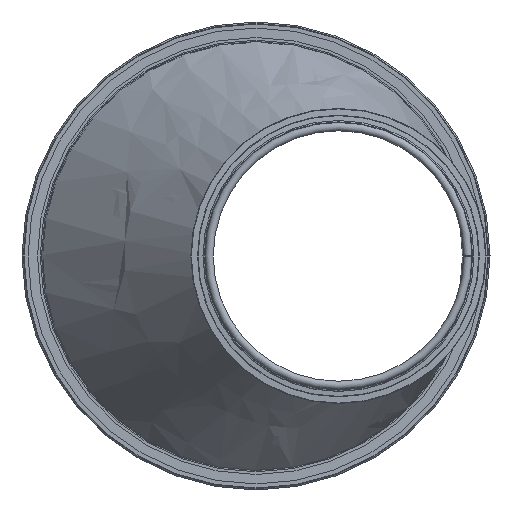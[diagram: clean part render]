
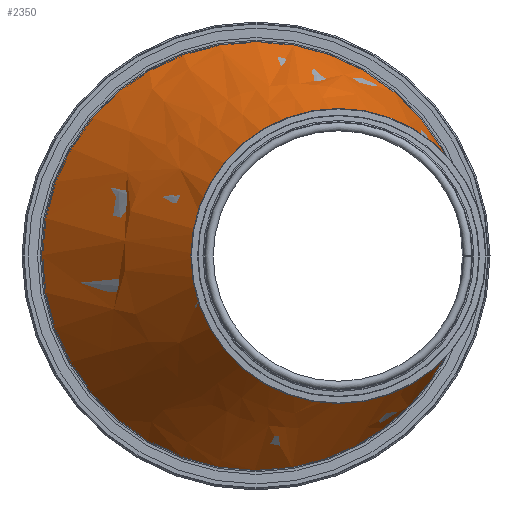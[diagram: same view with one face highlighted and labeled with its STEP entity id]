
A CAD part, left-side view. The second image highlights one B-rep face of the part: STEP entity #2350.
In plain terms, the highlighted free-form (B-spline) face has degree [1, 2] with [2, 9] control points.
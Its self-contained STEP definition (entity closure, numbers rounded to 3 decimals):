
#11=(
BOUNDED_SURFACE()
B_SPLINE_SURFACE(1,2,((#4160,#4161,#4162,#4163,#4164,#4165,#4166,#4167,
#4168),(#4169,#4170,#4171,#4172,#4173,#4174,#4175,#4176,#4177)),
 .UNSPECIFIED.,.F.,.T.,.F.)
B_SPLINE_SURFACE_WITH_KNOTS((2,2),(3,2,2,2,3),(-0.416,1.19),
(-3.142,-1.571,0.,1.571,3.142),
 .UNSPECIFIED.)
GEOMETRIC_REPRESENTATION_ITEM()
RATIONAL_B_SPLINE_SURFACE(((1.,0.707,1.,0.707,1.,
0.707,1.,0.707,1.),(1.,0.707,1.,0.707,
1.,0.707,1.,0.707,1.)))
REPRESENTATION_ITEM('')
SURFACE()
);
#22=B_SPLINE_CURVE_WITH_KNOTS('',1,(#4178,#4179),.UNSPECIFIED.,.F.,.F.,
(2,2),(-0.98,-0.069),.UNSPECIFIED.);
#280=FACE_OUTER_BOUND('',#472,.T.);
#472=EDGE_LOOP('',(#1724,#1725,#1726,#1727,#1728,#1729,#1730));
#648=CIRCLE('',#2591,48.925);
#649=CIRCLE('',#2592,48.925);
#650=CIRCLE('',#2593,48.925);
#652=CIRCLE('',#2598,79.5);
#653=CIRCLE('',#2599,79.5);
#1052=VERTEX_POINT('',#3856);
#1053=VERTEX_POINT('',#3857);
#1054=VERTEX_POINT('',#3859);
#1057=VERTEX_POINT('',#3973);
#1058=VERTEX_POINT('',#3974);
#1276=EDGE_CURVE('',#1052,#1053,#648,.T.);
#1277=EDGE_CURVE('',#1054,#1052,#649,.T.);
#1278=EDGE_CURVE('',#1053,#1054,#650,.T.);
#1283=EDGE_CURVE('',#1057,#1058,#652,.T.);
#1284=EDGE_CURVE('',#1058,#1057,#653,.T.);
#1293=EDGE_CURVE('',#1054,#1058,#22,.T.);
#1724=ORIENTED_EDGE('',*,*,#1276,.T.);
#1725=ORIENTED_EDGE('',*,*,#1278,.T.);
#1726=ORIENTED_EDGE('',*,*,#1293,.T.);
#1727=ORIENTED_EDGE('',*,*,#1284,.T.);
#1728=ORIENTED_EDGE('',*,*,#1283,.T.);
#1729=ORIENTED_EDGE('',*,*,#1293,.F.);
#1730=ORIENTED_EDGE('',*,*,#1277,.T.);
#2350=ADVANCED_FACE('',(#280),#11,.F.);
#2591=AXIS2_PLACEMENT_3D('',#3858,#3136,#3137);
#2592=AXIS2_PLACEMENT_3D('',#3860,#3138,#3139);
#2593=AXIS2_PLACEMENT_3D('',#3861,#3140,#3141);
#2598=AXIS2_PLACEMENT_3D('',#3975,#3151,#3152);
#2599=AXIS2_PLACEMENT_3D('',#3976,#3153,#3154);
#3136=DIRECTION('center_axis',(0.,0.,-1.));
#3137=DIRECTION('ref_axis',(1.,0.,0.));
#3138=DIRECTION('center_axis',(0.,0.,-1.));
#3139=DIRECTION('ref_axis',(1.,0.,0.));
#3140=DIRECTION('center_axis',(0.,0.,-1.));
#3141=DIRECTION('ref_axis',(1.,0.,0.));
#3151=DIRECTION('center_axis',(0.,0.,1.));
#3152=DIRECTION('ref_axis',(1.,0.,0.));
#3153=DIRECTION('center_axis',(0.,0.,1.));
#3154=DIRECTION('ref_axis',(1.,0.,0.));
#3856=CARTESIAN_POINT('',(48.925,0.,0.));
#3857=CARTESIAN_POINT('',(-48.925,0.,0.));
#3858=CARTESIAN_POINT('Origin',(0.,0.,0.));
#3859=CARTESIAN_POINT('',(-8.231,48.228,0.));
#3860=CARTESIAN_POINT('Origin',(0.,0.,0.));
#3861=CARTESIAN_POINT('Origin',(0.,0.,0.));
#3973=CARTESIAN_POINT('',(-48.925,0.,-62.));
#3974=CARTESIAN_POINT('',(17.2,78.367,-62.));
#3975=CARTESIAN_POINT('Origin',(30.575,0.,-62.));
#3976=CARTESIAN_POINT('Origin',(30.575,0.,-62.));
#4160=CARTESIAN_POINT('Ctrl Pts',(30.742,94.417,-95.017));
#4161=CARTESIAN_POINT('Ctrl Pts',(-48.925,94.417,-127.695));
#4162=CARTESIAN_POINT('Ctrl Pts',(-48.925,0.,
-127.695));
#4163=CARTESIAN_POINT('Ctrl Pts',(-48.925,-94.417,-127.695));
#4164=CARTESIAN_POINT('Ctrl Pts',(30.742,-94.417,-95.017));
#4165=CARTESIAN_POINT('Ctrl Pts',(110.41,-94.417,-62.339));
#4166=CARTESIAN_POINT('Ctrl Pts',(110.41,0.,
-62.339));
#4167=CARTESIAN_POINT('Ctrl Pts',(110.41,94.417,-62.339));
#4168=CARTESIAN_POINT('Ctrl Pts',(30.742,94.417,-95.017));
#4169=CARTESIAN_POINT('Ctrl Pts',(-14.092,41.282,14.288));
#4170=CARTESIAN_POINT('Ctrl Pts',(-48.925,41.282,0.));
#4171=CARTESIAN_POINT('Ctrl Pts',(-48.925,0.,0.));
#4172=CARTESIAN_POINT('Ctrl Pts',(-48.925,-41.282,0.));
#4173=CARTESIAN_POINT('Ctrl Pts',(-14.092,-41.282,14.288));
#4174=CARTESIAN_POINT('Ctrl Pts',(20.741,-41.282,28.575));
#4175=CARTESIAN_POINT('Ctrl Pts',(20.741,0.,
28.575));
#4176=CARTESIAN_POINT('Ctrl Pts',(20.741,41.282,28.575));
#4177=CARTESIAN_POINT('Ctrl Pts',(-14.092,41.282,14.288));
#4178=CARTESIAN_POINT('Ctrl Pts',(-8.231,48.228,0.));
#4179=CARTESIAN_POINT('Ctrl Pts',(17.2,78.367,-62.));
